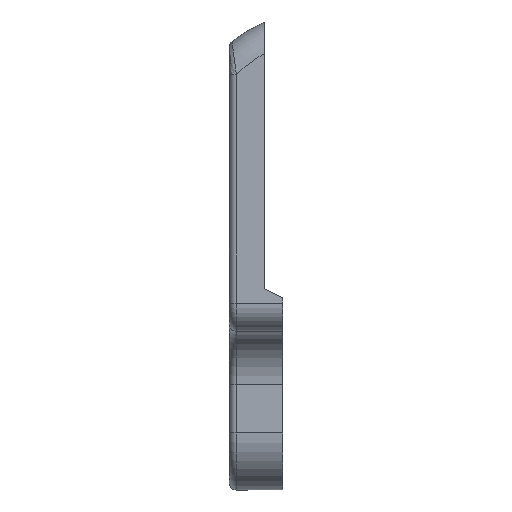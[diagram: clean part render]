
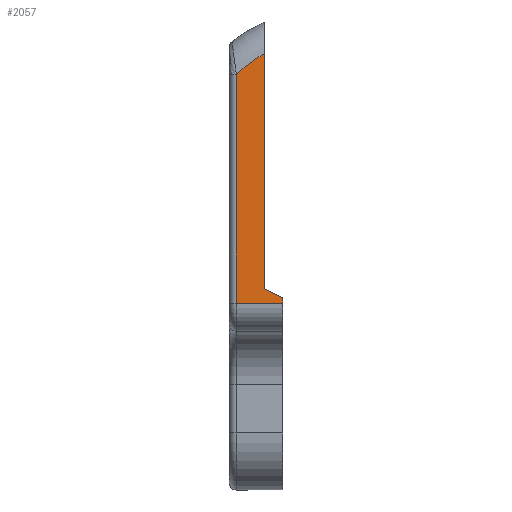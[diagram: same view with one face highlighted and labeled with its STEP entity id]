
A CAD part, top view. The second image highlights one B-rep face of the part: STEP entity #2057.
In plain terms, the highlighted planar face has unit normal (0, 0, 1).
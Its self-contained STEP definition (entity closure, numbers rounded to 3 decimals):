
#133=CIRCLE('',#2249,7.65);
#134=CIRCLE('',#2250,7.85);
#249=FACE_OUTER_BOUND('',#368,.T.);
#368=EDGE_LOOP('',(#1721,#1722,#1723,#1724,#1725,#1726,#1727));
#494=LINE('',#3167,#692);
#525=LINE('',#3293,#723);
#537=LINE('',#3364,#735);
#548=LINE('',#3450,#746);
#553=LINE('',#3734,#751);
#692=VECTOR('',#2524,10.);
#723=VECTOR('',#2603,10.);
#735=VECTOR('',#2621,10.);
#746=VECTOR('',#2688,10.);
#751=VECTOR('',#2701,10.);
#902=VERTEX_POINT('',#3164);
#903=VERTEX_POINT('',#3166);
#937=VERTEX_POINT('',#3290);
#938=VERTEX_POINT('',#3292);
#953=VERTEX_POINT('',#3353);
#961=VERTEX_POINT('',#3444);
#962=VERTEX_POINT('',#3448);
#1126=EDGE_CURVE('',#903,#902,#494,.T.);
#1173=EDGE_CURVE('',#937,#938,#525,.T.);
#1192=EDGE_CURVE('',#953,#937,#537,.T.);
#1218=EDGE_CURVE('',#961,#962,#548,.T.);
#1230=EDGE_CURVE('',#903,#961,#553,.T.);
#1240=EDGE_CURVE('',#938,#902,#133,.T.);
#1241=EDGE_CURVE('',#962,#953,#134,.T.);
#1721=ORIENTED_EDGE('',*,*,#1218,.F.);
#1722=ORIENTED_EDGE('',*,*,#1230,.F.);
#1723=ORIENTED_EDGE('',*,*,#1126,.T.);
#1724=ORIENTED_EDGE('',*,*,#1240,.F.);
#1725=ORIENTED_EDGE('',*,*,#1173,.F.);
#1726=ORIENTED_EDGE('',*,*,#1192,.F.);
#1727=ORIENTED_EDGE('',*,*,#1241,.F.);
#1958=PLANE('',#2248);
#2057=ADVANCED_FACE('',(#249),#1958,.T.);
#2248=AXIS2_PLACEMENT_3D('',#3754,#2728,#2729);
#2249=AXIS2_PLACEMENT_3D('',#3755,#2730,#2731);
#2250=AXIS2_PLACEMENT_3D('',#3756,#2732,#2733);
#2524=DIRECTION('',(0.,1.,0.));
#2603=DIRECTION('',(0.,-1.,0.));
#2621=DIRECTION('',(0.,-1.,0.));
#2688=DIRECTION('',(0.,1.,0.));
#2701=DIRECTION('',(-1.,0.,0.));
#2728=DIRECTION('center_axis',(0.,0.,1.));
#2729=DIRECTION('ref_axis',(-1.,0.,0.));
#2730=DIRECTION('center_axis',(0.,0.,1.));
#2731=DIRECTION('ref_axis',(-1.,0.,0.));
#2732=DIRECTION('center_axis',(0.,0.,-1.));
#2733=DIRECTION('ref_axis',(-0.499,0.867,0.));
#3164=CARTESIAN_POINT('',(-21.884,2.106,42.45));
#3166=CARTESIAN_POINT('',(-21.884,1.795,42.45));
#3167=CARTESIAN_POINT('',(-21.884,0.195,42.45));
#3290=CARTESIAN_POINT('',(-22.923,15.793,42.45));
#3292=CARTESIAN_POINT('',(-22.923,2.617,42.45));
#3293=CARTESIAN_POINT('',(-22.923,15.793,42.45));
#3353=CARTESIAN_POINT('',(-22.923,16.024,42.45));
#3364=CARTESIAN_POINT('',(-22.923,17.818,42.45));
#3444=CARTESIAN_POINT('',(-24.523,1.795,42.45));
#3448=CARTESIAN_POINT('',(-24.523,14.817,42.45));
#3450=CARTESIAN_POINT('',(-24.523,5.929,42.45));
#3734=CARTESIAN_POINT('',(-20.459,1.795,42.45));
#3754=CARTESIAN_POINT('Origin',(-19.034,9.205,42.45));
#3755=CARTESIAN_POINT('Origin',(-19.034,9.205,42.45));
#3756=CARTESIAN_POINT('Origin',(-19.034,9.205,42.45));
